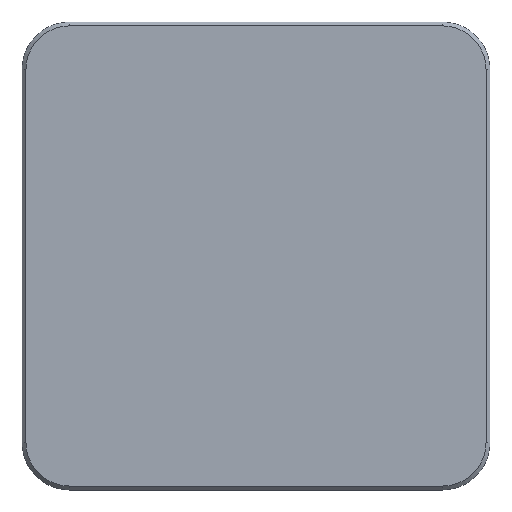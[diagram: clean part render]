
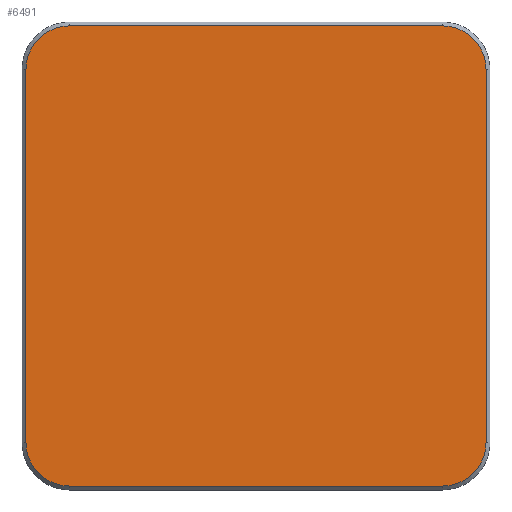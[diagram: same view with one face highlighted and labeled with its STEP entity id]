
A CAD part, top view. The second image highlights one B-rep face of the part: STEP entity #6491.
In plain terms, the highlighted planar face has unit normal (0, 0, 1).
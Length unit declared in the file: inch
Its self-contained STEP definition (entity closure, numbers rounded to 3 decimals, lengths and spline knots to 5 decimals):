
#126 = AXIS2_PLACEMENT_3D ( 'NONE', #8021, #9162, #7244 ) ;
#167 = DIRECTION ( 'NONE',  ( 0., -1., 0. ) ) ;
#289 = CARTESIAN_POINT ( 'NONE',  ( -1.495, 1.495, 0.10938 ) ) ;
#344 = AXIS2_PLACEMENT_3D ( 'NONE', #289, #1188, #167 ) ;
#397 = AXIS2_PLACEMENT_3D ( 'NONE', #10826, #9870, #4259 ) ;
#475 = DIRECTION ( 'NONE',  ( 0., -1., 0. ) ) ;
#859 = VERTEX_POINT ( 'NONE', #8568 ) ;
#1013 = EDGE_CURVE ( 'NONE', #6409, #3340, #6302, .T. ) ;
#1188 = DIRECTION ( 'NONE',  ( 0., 0., 1. ) ) ;
#1340 = LINE ( 'NONE', #9522, #8468 ) ;
#1359 = ORIENTED_EDGE ( 'NONE', *, *, #1013, .T. ) ;
#1825 = PLANE ( 'NONE',  #126 ) ;
#2205 = CARTESIAN_POINT ( 'NONE',  ( -1.84375, 1.495, 0.10938 ) ) ;
#2357 = DIRECTION ( 'NONE',  ( 1., 0., 0. ) ) ;
#2515 = CARTESIAN_POINT ( 'NONE',  ( 1.495, -1.495, 0.10937 ) ) ;
#2676 = CARTESIAN_POINT ( 'NONE',  ( 1.495, -1.84375, 0.10937 ) ) ;
#2929 = EDGE_CURVE ( 'NONE', #859, #11584, #4611, .T. ) ;
#3283 = LINE ( 'NONE', #5014, #11226 ) ;
#3340 = VERTEX_POINT ( 'NONE', #4131 ) ;
#3404 = EDGE_LOOP ( 'NONE', ( #11242, #11093, #8223, #1359, #4731, #5977, #10736, #10916 ) ) ;
#3785 = EDGE_CURVE ( 'NONE', #11501, #859, #3283, .T. ) ;
#4080 = DIRECTION ( 'NONE',  ( -1., 0., 0. ) ) ;
#4131 = CARTESIAN_POINT ( 'NONE',  ( -1.495, -1.84375, 0.10937 ) ) ;
#4259 = DIRECTION ( 'NONE',  ( 0., -1., 0. ) ) ;
#4482 = VECTOR ( 'NONE', #4080, 39.37008 ) ;
#4589 = LINE ( 'NONE', #11737, #5978 ) ;
#4611 = CIRCLE ( 'NONE', #10693, 0.34875 ) ;
#4731 = ORIENTED_EDGE ( 'NONE', *, *, #9496, .T. ) ;
#5014 = CARTESIAN_POINT ( 'NONE',  ( 1.84375, 0., 0.10938 ) ) ;
#5093 = CARTESIAN_POINT ( 'NONE',  ( 1.84375, -1.495, 0.10937 ) ) ;
#5131 = EDGE_CURVE ( 'NONE', #11388, #8387, #11062, .T. ) ;
#5427 = AXIS2_PLACEMENT_3D ( 'NONE', #2515, #9731, #475 ) ;
#5451 = VERTEX_POINT ( 'NONE', #2676 ) ;
#5750 = LINE ( 'NONE', #8551, #4482 ) ;
#5977 = ORIENTED_EDGE ( 'NONE', *, *, #7790, .T. ) ;
#5978 = VECTOR ( 'NONE', #10851, 39.37008 ) ;
#6239 = FACE_OUTER_BOUND ( 'NONE', #3404, .T. ) ;
#6302 = CIRCLE ( 'NONE', #397, 0.34875 ) ;
#6409 = VERTEX_POINT ( 'NONE', #8080 ) ;
#6491 = ADVANCED_FACE ( 'NONE', ( #6239 ), #1825, .T. ) ;
#7244 = DIRECTION ( 'NONE',  ( 0., -1., 0. ) ) ;
#7757 = CARTESIAN_POINT ( 'NONE',  ( 1.495, 1.495, 0.10938 ) ) ;
#7790 = EDGE_CURVE ( 'NONE', #5451, #11501, #8277, .T. ) ;
#7886 = CARTESIAN_POINT ( 'NONE',  ( 1.495, 1.84375, 0.10938 ) ) ;
#8021 = CARTESIAN_POINT ( 'NONE',  ( 0., 0., 0.10938 ) ) ;
#8080 = CARTESIAN_POINT ( 'NONE',  ( -1.84375, -1.495, 0.10937 ) ) ;
#8223 = ORIENTED_EDGE ( 'NONE', *, *, #9282, .T. ) ;
#8277 = CIRCLE ( 'NONE', #5427, 0.34875 ) ;
#8387 = VERTEX_POINT ( 'NONE', #2205 ) ;
#8468 = VECTOR ( 'NONE', #2357, 39.37008 ) ;
#8494 = CARTESIAN_POINT ( 'NONE',  ( -1.495, 1.84375, 0.10938 ) ) ;
#8551 = CARTESIAN_POINT ( 'NONE',  ( 0., 1.84375, 0.10938 ) ) ;
#8568 = CARTESIAN_POINT ( 'NONE',  ( 1.84375, 1.495, 0.10938 ) ) ;
#8602 = DIRECTION ( 'NONE',  ( 0., -1., 0. ) ) ;
#9162 = DIRECTION ( 'NONE',  ( 0., 0., 1. ) ) ;
#9282 = EDGE_CURVE ( 'NONE', #8387, #6409, #4589, .T. ) ;
#9496 = EDGE_CURVE ( 'NONE', #3340, #5451, #1340, .T. ) ;
#9522 = CARTESIAN_POINT ( 'NONE',  ( 0., -1.84375, 0.10937 ) ) ;
#9677 = DIRECTION ( 'NONE',  ( 0., 0., 1. ) ) ;
#9731 = DIRECTION ( 'NONE',  ( 0., 0., 1. ) ) ;
#9870 = DIRECTION ( 'NONE',  ( 0., 0., 1. ) ) ;
#10693 = AXIS2_PLACEMENT_3D ( 'NONE', #7757, #9677, #8602 ) ;
#10736 = ORIENTED_EDGE ( 'NONE', *, *, #3785, .T. ) ;
#10826 = CARTESIAN_POINT ( 'NONE',  ( -1.495, -1.495, 0.10937 ) ) ;
#10851 = DIRECTION ( 'NONE',  ( 0., -1., 0. ) ) ;
#10916 = ORIENTED_EDGE ( 'NONE', *, *, #2929, .T. ) ;
#11062 = CIRCLE ( 'NONE', #344, 0.34875 ) ;
#11093 = ORIENTED_EDGE ( 'NONE', *, *, #5131, .T. ) ;
#11226 = VECTOR ( 'NONE', #11558, 39.37008 ) ;
#11242 = ORIENTED_EDGE ( 'NONE', *, *, #11509, .T. ) ;
#11388 = VERTEX_POINT ( 'NONE', #8494 ) ;
#11501 = VERTEX_POINT ( 'NONE', #5093 ) ;
#11509 = EDGE_CURVE ( 'NONE', #11584, #11388, #5750, .T. ) ;
#11558 = DIRECTION ( 'NONE',  ( 0., 1., 0. ) ) ;
#11584 = VERTEX_POINT ( 'NONE', #7886 ) ;
#11737 = CARTESIAN_POINT ( 'NONE',  ( -1.84375, 0., 0.10938 ) ) ;
